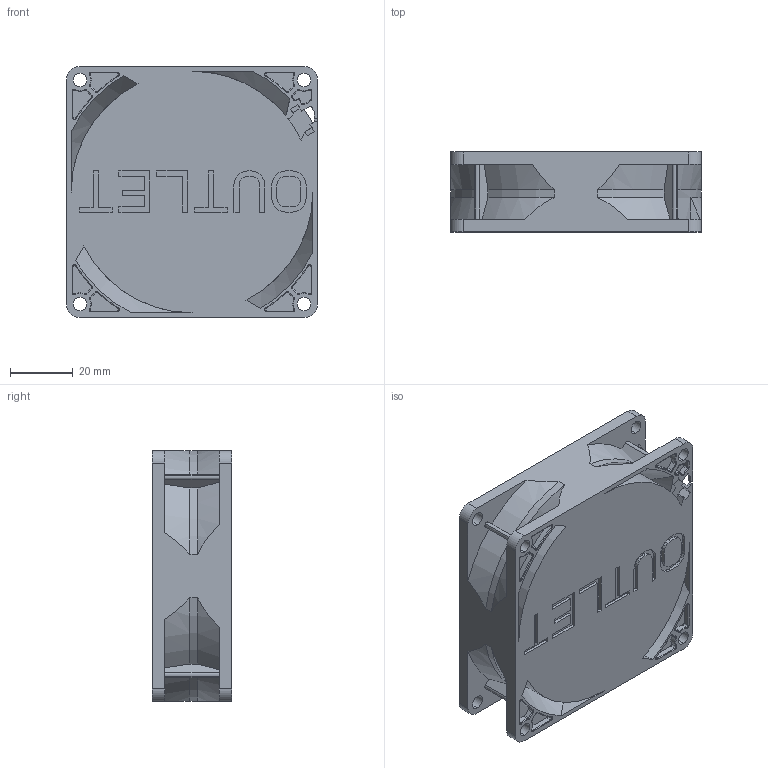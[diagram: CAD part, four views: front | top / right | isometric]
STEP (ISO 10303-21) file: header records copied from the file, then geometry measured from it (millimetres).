
FILE_DESCRIPTION((''),'2;1');
FILE_NAME('AUB0812EJ-00','2023-03-13T',('CHAOREN.XIAO'),(''),'CREO PARAMETRIC BY PTC INC, 2015080','CREO PARAMETRIC BY PTC INC, 2015080','');
FILE_SCHEMA(('CONFIG_CONTROL_DESIGN'));
Length unit declared in the file: millimetre
Products named in the file (1): AUB0812EJ-00
Bounding box: 80 x 25.4 x 80 mm (x, y, z)
Volume: 136777.9 mm3; surface area: 29155.1 mm2
Topology: 1 solids, 1 shells, 627 faces, 1683 edges, 1080 vertices
Faces by surface type: plane 274, cylinder 192, torus 109, bspline 27, cone 25
Entity records: 21207 total; most frequent: CARTESIAN_POINT 5349, ORIENTED_EDGE 3366, DIRECTION 3325, EDGE_CURVE 1683, AXIS2_PLACEMENT_3D 1215, VERTEX_POINT 1080, VECTOR 895, LINE 895
